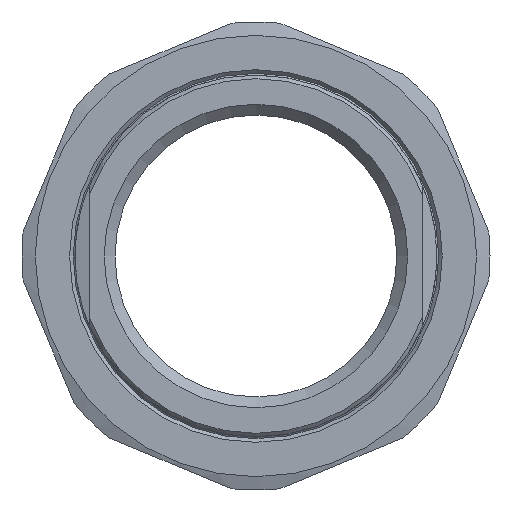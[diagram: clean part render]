
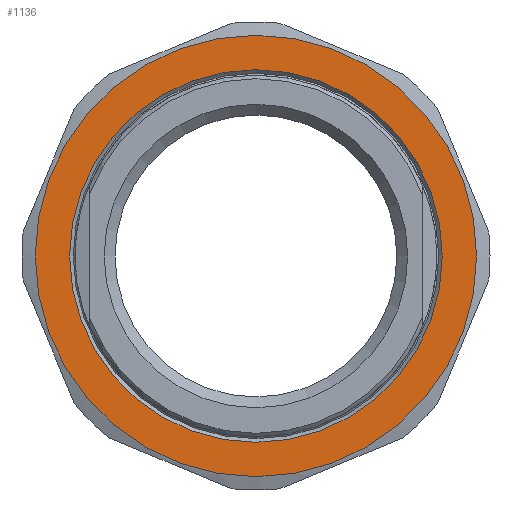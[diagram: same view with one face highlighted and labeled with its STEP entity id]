
A CAD part, left-side view. The second image highlights one B-rep face of the part: STEP entity #1136.
In plain terms, the highlighted planar face has unit normal (-1, 0, 0).
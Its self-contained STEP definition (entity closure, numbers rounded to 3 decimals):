
#40=FACE_BOUND('',#220,.T.);
#105=PLANE('',#1309);
#148=FACE_OUTER_BOUND('',#219,.T.);
#219=EDGE_LOOP('',(#874));
#220=EDGE_LOOP('',(#875));
#409=CIRCLE('',#1288,30.5);
#420=CIRCLE('',#1308,25.75);
#512=VERTEX_POINT('',#1947);
#521=VERTEX_POINT('',#1979);
#642=EDGE_CURVE('',#512,#512,#409,.T.);
#655=EDGE_CURVE('',#521,#521,#420,.T.);
#874=ORIENTED_EDGE('',*,*,#642,.T.);
#875=ORIENTED_EDGE('',*,*,#655,.F.);
#1136=ADVANCED_FACE('',(#148,#40),#105,.F.);
#1288=AXIS2_PLACEMENT_3D('',#1949,#1506,#1507);
#1308=AXIS2_PLACEMENT_3D('',#1980,#1548,#1549);
#1309=AXIS2_PLACEMENT_3D('',#1982,#1551,#1552);
#1506=DIRECTION('center_axis',(-1.,0.,0.));
#1507=DIRECTION('ref_axis',(0.,1.,0.));
#1548=DIRECTION('center_axis',(-1.,0.,0.));
#1549=DIRECTION('ref_axis',(0.,-1.,0.));
#1551=DIRECTION('center_axis',(1.,0.,0.));
#1552=DIRECTION('ref_axis',(0.,0.,-1.));
#1947=CARTESIAN_POINT('',(-20.,-30.5,0.));
#1949=CARTESIAN_POINT('Origin',(-20.,0.,0.));
#1979=CARTESIAN_POINT('',(-20.,25.75,0.));
#1980=CARTESIAN_POINT('Origin',(-20.,0.,0.));
#1982=CARTESIAN_POINT('Origin',(-20.,0.,0.));
